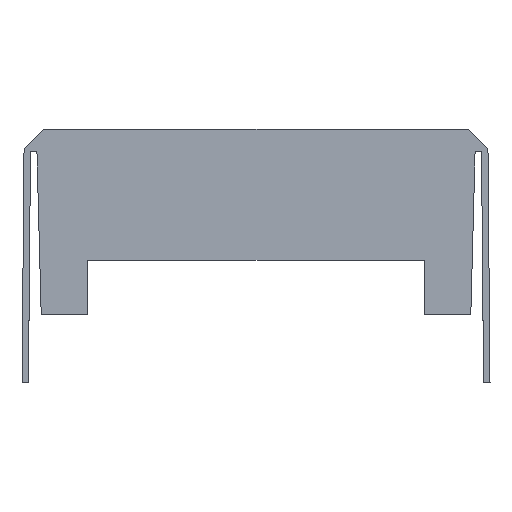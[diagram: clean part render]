
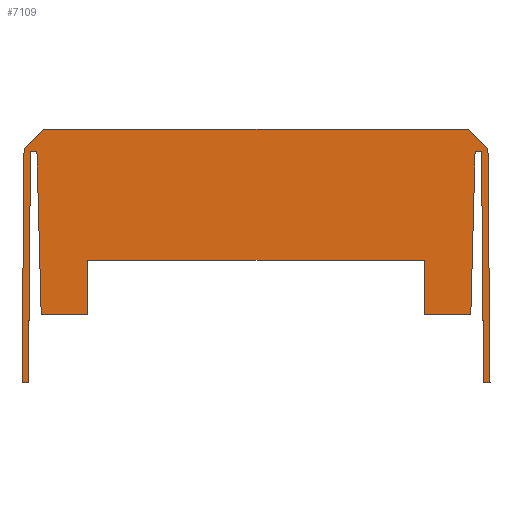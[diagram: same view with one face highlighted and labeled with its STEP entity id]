
A CAD part, left-side view. The second image highlights one B-rep face of the part: STEP entity #7109.
In plain terms, the highlighted planar face has unit normal (-1, 0, 0.009).
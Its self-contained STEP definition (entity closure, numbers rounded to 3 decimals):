
#73=CARTESIAN_POINT('',(-82.913,-66.554,21.));
#74=VERTEX_POINT('',#73);
#91=CARTESIAN_POINT('',(-82.472,-67.876,71.5));
#92=VERTEX_POINT('',#91);
#99=CARTESIAN_POINT('',(-82.472,-67.876,71.5));
#100=DIRECTION('',(-0.009,0.026,-1.));
#101=VECTOR('',#100,50.519);
#102=LINE('',#99,#101);
#103=EDGE_CURVE('',#74,#92,#102,.F.);
#113=CARTESIAN_POINT('',(-82.472,-69.876,71.5));
#114=VERTEX_POINT('',#113);
#115=CARTESIAN_POINT('',(-82.472,-69.876,71.5));
#116=DIRECTION('',(0.0,1.0,0.0));
#117=VECTOR('',#116,2.0);
#118=LINE('',#115,#117);
#119=EDGE_CURVE('',#92,#114,#118,.F.);
#1192=CARTESIAN_POINT('',(-82.472,69.876,71.5));
#1193=VERTEX_POINT('',#1192);
#1194=CARTESIAN_POINT('',(-82.472,67.876,71.5));
#1195=VERTEX_POINT('',#1194);
#1196=CARTESIAN_POINT('',(-82.472,67.876,71.5));
#1197=DIRECTION('',(0.0,1.0,0.0));
#1198=VECTOR('',#1197,2.);
#1199=LINE('',#1196,#1198);
#1200=EDGE_CURVE('',#1193,#1195,#1199,.F.);
#1232=CARTESIAN_POINT('',(-82.913,66.554,21.));
#1233=VERTEX_POINT('',#1232);
#1240=CARTESIAN_POINT('',(-82.913,66.554,21.));
#1241=DIRECTION('',(0.009,0.026,1.));
#1242=VECTOR('',#1241,50.519);
#1243=LINE('',#1240,#1242);
#1244=EDGE_CURVE('',#1195,#1233,#1243,.F.);
#1269=CARTESIAN_POINT('',(-82.913,52.054,21.));
#1270=VERTEX_POINT('',#1269);
#1277=CARTESIAN_POINT('',(-82.913,52.054,21.));
#1278=DIRECTION('',(0.0,1.0,0.0));
#1279=VECTOR('',#1278,14.5);
#1280=LINE('',#1277,#1279);
#1281=EDGE_CURVE('',#1233,#1270,#1280,.F.);
#1300=CARTESIAN_POINT('',(-82.764,52.054,38.));
#1301=VERTEX_POINT('',#1300);
#1308=CARTESIAN_POINT('',(-82.764,52.054,38.));
#1309=DIRECTION('',(-0.009,0.,-1.));
#1310=VECTOR('',#1309,17.001);
#1311=LINE('',#1308,#1310);
#1312=EDGE_CURVE('',#1270,#1301,#1311,.F.);
#1331=CARTESIAN_POINT('',(-82.764,-52.054,38.));
#1332=VERTEX_POINT('',#1331);
#1339=CARTESIAN_POINT('',(-82.764,-52.054,38.));
#1340=DIRECTION('',(0.0,1.0,0.0));
#1341=VECTOR('',#1340,104.107);
#1342=LINE('',#1339,#1341);
#1343=EDGE_CURVE('',#1301,#1332,#1342,.F.);
#1362=CARTESIAN_POINT('',(-82.913,-52.054,21.));
#1363=VERTEX_POINT('',#1362);
#1370=CARTESIAN_POINT('',(-82.913,-52.054,21.));
#1371=DIRECTION('',(0.009,0.,1.));
#1372=VECTOR('',#1371,17.001);
#1373=LINE('',#1370,#1372);
#1374=EDGE_CURVE('',#1332,#1363,#1373,.F.);
#1392=CARTESIAN_POINT('',(-82.913,-66.554,21.));
#1393=DIRECTION('',(0.0,1.0,0.0));
#1394=VECTOR('',#1393,14.5);
#1395=LINE('',#1392,#1394);
#1396=EDGE_CURVE('',#1363,#74,#1395,.F.);
#1717=CARTESIAN_POINT('',(-83.096,70.5,0.));
#1718=VERTEX_POINT('',#1717);
#1719=CARTESIAN_POINT('',(-82.472,69.876,71.5));
#1720=DIRECTION('',(-0.009,0.009,-1.));
#1721=VECTOR('',#1720,71.506);
#1722=LINE('',#1719,#1721);
#1723=EDGE_CURVE('',#1718,#1193,#1722,.F.);
#1748=CARTESIAN_POINT('',(-83.096,72.5,0.0));
#1749=VERTEX_POINT('',#1748);
#1750=CARTESIAN_POINT('',(-83.096,70.5,0.));
#1751=DIRECTION('',(0.0,1.0,0.0));
#1752=VECTOR('',#1751,2.0);
#1753=LINE('',#1750,#1752);
#1754=EDGE_CURVE('',#1749,#1718,#1753,.F.);
#1780=CARTESIAN_POINT('',(-82.463,71.867,72.5));
#1781=VERTEX_POINT('',#1780);
#2083=CARTESIAN_POINT('',(-82.463,71.867,72.5));
#2084=DIRECTION('',(-0.009,0.009,-1.));
#2085=VECTOR('',#2084,72.506);
#2086=LINE('',#2083,#2085);
#2087=EDGE_CURVE('',#1749,#1781,#2086,.F.);
#2097=CARTESIAN_POINT('',(-82.411,65.815,78.5));
#2098=VERTEX_POINT('',#2097);
#2099=CARTESIAN_POINT('',(-82.411,65.815,78.5));
#2100=DIRECTION('',(-0.006,0.71,-0.704));
#2101=VECTOR('',#2100,8.522);
#2102=LINE('',#2099,#2101);
#2103=EDGE_CURVE('',#1781,#2098,#2102,.F.);
#2433=CARTESIAN_POINT('',(-82.411,-65.815,78.5));
#2434=VERTEX_POINT('',#2433);
#2435=CARTESIAN_POINT('',(-82.411,-65.815,78.5));
#2436=DIRECTION('',(0.0,1.0,0.0));
#2437=VECTOR('',#2436,131.63);
#2438=LINE('',#2435,#2437);
#2439=EDGE_CURVE('',#2434,#2098,#2438,.T.);
#2903=CARTESIAN_POINT('',(-82.463,-71.867,72.5));
#2904=VERTEX_POINT('',#2903);
#2905=CARTESIAN_POINT('',(-82.463,-71.867,72.5));
#2906=DIRECTION('',(0.006,0.71,0.704));
#2907=VECTOR('',#2906,8.522);
#2908=LINE('',#2905,#2907);
#2909=EDGE_CURVE('',#2434,#2904,#2908,.F.);
#3223=CARTESIAN_POINT('',(-83.096,-72.5,0.));
#3224=VERTEX_POINT('',#3223);
#3225=CARTESIAN_POINT('',(-83.096,-72.5,0.));
#3226=DIRECTION('',(0.009,0.009,1.));
#3227=VECTOR('',#3226,72.506);
#3228=LINE('',#3225,#3227);
#3229=EDGE_CURVE('',#3224,#2904,#3228,.T.);
#3253=CARTESIAN_POINT('',(-83.096,-70.5,0.0));
#3254=VERTEX_POINT('',#3253);
#3270=CARTESIAN_POINT('',(-83.096,-72.5,0.));
#3271=DIRECTION('',(0.0,1.0,0.0));
#3272=VECTOR('',#3271,2.0);
#3273=LINE('',#3270,#3272);
#3274=EDGE_CURVE('',#3254,#3224,#3273,.F.);
#3557=CARTESIAN_POINT('',(-83.096,-70.5,0.));
#3558=DIRECTION('',(0.009,0.009,1.));
#3559=VECTOR('',#3558,71.506);
#3560=LINE('',#3557,#3559);
#3561=EDGE_CURVE('',#114,#3254,#3560,.F.);
#7084=CARTESIAN_POINT('',(-83.096,-72.5,0.003));
#7085=DIRECTION('',(-1.,0.0,0.009));
#7086=DIRECTION('',(0.009,0.0,1.));
#7087=AXIS2_PLACEMENT_3D('',#7084,#7085,#7086);
#7088=PLANE('',#7087);
#7089=ORIENTED_EDGE('',*,*,#1396,.T.);
#7090=ORIENTED_EDGE('',*,*,#103,.T.);
#7091=ORIENTED_EDGE('',*,*,#119,.T.);
#7092=ORIENTED_EDGE('',*,*,#3561,.T.);
#7093=ORIENTED_EDGE('',*,*,#3274,.T.);
#7094=ORIENTED_EDGE('',*,*,#3229,.T.);
#7095=ORIENTED_EDGE('',*,*,#2909,.F.);
#7096=ORIENTED_EDGE('',*,*,#2439,.T.);
#7097=ORIENTED_EDGE('',*,*,#2103,.F.);
#7098=ORIENTED_EDGE('',*,*,#2087,.F.);
#7099=ORIENTED_EDGE('',*,*,#1754,.T.);
#7100=ORIENTED_EDGE('',*,*,#1723,.T.);
#7101=ORIENTED_EDGE('',*,*,#1200,.T.);
#7102=ORIENTED_EDGE('',*,*,#1244,.T.);
#7103=ORIENTED_EDGE('',*,*,#1281,.T.);
#7104=ORIENTED_EDGE('',*,*,#1312,.T.);
#7105=ORIENTED_EDGE('',*,*,#1343,.T.);
#7106=ORIENTED_EDGE('',*,*,#1374,.T.);
#7107=EDGE_LOOP('',(#7089,#7090,#7091,#7092,#7093,#7094,#7095,#7096,#7097,#7098,#7099,#7100,#7101,#7102,#7103,#7104,#7105,#7106));
#7108=FACE_OUTER_BOUND('',#7107,.T.);
#7109=ADVANCED_FACE('',(#7108),#7088,.T.);
